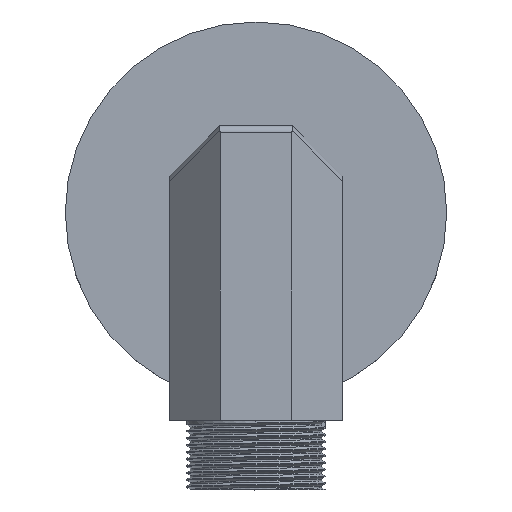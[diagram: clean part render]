
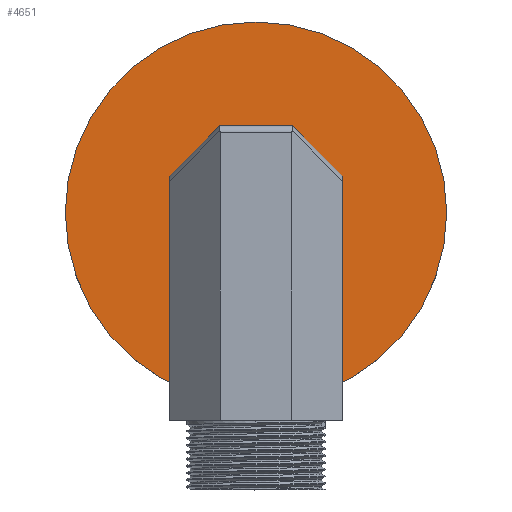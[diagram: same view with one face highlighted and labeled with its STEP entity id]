
A CAD part, top view. The second image highlights one B-rep face of the part: STEP entity #4651.
In plain terms, the highlighted planar face has unit normal (0, 0, 1).
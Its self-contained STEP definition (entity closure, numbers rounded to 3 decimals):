
#9 = ORIENTED_EDGE ( 'NONE', *, *, #83, .F. ) ;
#83 = EDGE_CURVE ( 'NONE', #5186, #2671, #3618, .T. ) ;
#159 = VECTOR ( 'NONE', #1079, 1000. ) ;
#192 = EDGE_LOOP ( 'NONE', ( #1863, #4245 ) ) ;
#233 = CARTESIAN_POINT ( 'NONE',  ( -12.5, 0., 5. ) ) ;
#314 = DIRECTION ( 'NONE',  ( 0., 0., -1. ) ) ;
#330 = CARTESIAN_POINT ( 'NONE',  ( -12.5, -5.178, 5. ) ) ;
#341 = CIRCLE ( 'NONE', #2184, 27.5 ) ;
#425 = ORIENTED_EDGE ( 'NONE', *, *, #5356, .F. ) ;
#440 = LINE ( 'NONE', #3947, #4028 ) ;
#592 = EDGE_CURVE ( 'NONE', #3238, #3272, #2900, .T. ) ;
#800 = VECTOR ( 'NONE', #4586, 1000. ) ;
#821 = EDGE_CURVE ( 'NONE', #4677, #2461, #1386, .T. ) ;
#922 = CARTESIAN_POINT ( 'NONE',  ( 0., 12.5, 5. ) ) ;
#926 = CARTESIAN_POINT ( 'NONE',  ( 0., 0., 5. ) ) ;
#935 = VERTEX_POINT ( 'NONE', #3869 ) ;
#1028 = ORIENTED_EDGE ( 'NONE', *, *, #3748, .F. ) ;
#1079 = DIRECTION ( 'NONE',  ( 1., 0., 0. ) ) ;
#1116 = CARTESIAN_POINT ( 'NONE',  ( 12.5, -5.178, 5. ) ) ;
#1249 = VERTEX_POINT ( 'NONE', #4711 ) ;
#1271 = VECTOR ( 'NONE', #1568, 1000. ) ;
#1356 = DIRECTION ( 'NONE',  ( -1., 0., 0. ) ) ;
#1386 = LINE ( 'NONE', #3895, #3365 ) ;
#1548 = CARTESIAN_POINT ( 'NONE',  ( 0., 0., 5. ) ) ;
#1568 = DIRECTION ( 'NONE',  ( -0.707, -0.707, 0. ) ) ;
#1627 = CARTESIAN_POINT ( 'NONE',  ( -12.5, 5.178, 5. ) ) ;
#1648 = PLANE ( 'NONE',  #3005 ) ;
#1651 = ORIENTED_EDGE ( 'NONE', *, *, #5187, .F. ) ;
#1660 = DIRECTION ( 'NONE',  ( -0.707, 0.707, 0. ) ) ;
#1728 = CARTESIAN_POINT ( 'NONE',  ( 12.5, 5.178, 5. ) ) ;
#1863 = ORIENTED_EDGE ( 'NONE', *, *, #592, .T. ) ;
#1963 = CARTESIAN_POINT ( 'NONE',  ( 8.839, -8.839, 5. ) ) ;
#1995 = DIRECTION ( 'NONE',  ( 1., 0., 0. ) ) ;
#2138 = CARTESIAN_POINT ( 'NONE',  ( -27.5, 0., 5. ) ) ;
#2184 = AXIS2_PLACEMENT_3D ( 'NONE', #5143, #5546, #2596 ) ;
#2366 = CARTESIAN_POINT ( 'NONE',  ( -8.839, -8.839, 5. ) ) ;
#2461 = VERTEX_POINT ( 'NONE', #1728 ) ;
#2596 = DIRECTION ( 'NONE',  ( 1., 0., 0. ) ) ;
#2617 = EDGE_CURVE ( 'NONE', #4658, #3909, #2789, .T. ) ;
#2671 = VERTEX_POINT ( 'NONE', #3278 ) ;
#2709 = EDGE_CURVE ( 'NONE', #2671, #4677, #3649, .T. ) ;
#2789 = LINE ( 'NONE', #233, #800 ) ;
#2793 = DIRECTION ( 'NONE',  ( 0.707, -0.707, 0. ) ) ;
#2832 = ORIENTED_EDGE ( 'NONE', *, *, #2617, .F. ) ;
#2894 = LINE ( 'NONE', #3738, #1271 ) ;
#2900 = CIRCLE ( 'NONE', #3281, 27.5 ) ;
#3005 = AXIS2_PLACEMENT_3D ( 'NONE', #1548, #314, #4697 ) ;
#3225 = EDGE_CURVE ( 'NONE', #2461, #935, #440, .T. ) ;
#3238 = VERTEX_POINT ( 'NONE', #2138 ) ;
#3272 = VERTEX_POINT ( 'NONE', #5164 ) ;
#3278 = CARTESIAN_POINT ( 'NONE',  ( 5.178, -12.5, 5. ) ) ;
#3281 = AXIS2_PLACEMENT_3D ( 'NONE', #926, #3593, #1995 ) ;
#3365 = VECTOR ( 'NONE', #5199, 1000. ) ;
#3593 = DIRECTION ( 'NONE',  ( 0., 0., 1. ) ) ;
#3618 = LINE ( 'NONE', #5419, #159 ) ;
#3649 = LINE ( 'NONE', #1963, #5212 ) ;
#3738 = CARTESIAN_POINT ( 'NONE',  ( -8.839, 8.839, 5. ) ) ;
#3739 = DIRECTION ( 'NONE',  ( 0.707, 0.707, 0. ) ) ;
#3748 = EDGE_CURVE ( 'NONE', #1249, #4658, #2894, .T. ) ;
#3859 = ORIENTED_EDGE ( 'NONE', *, *, #2709, .F. ) ;
#3869 = CARTESIAN_POINT ( 'NONE',  ( 5.178, 12.5, 5. ) ) ;
#3893 = EDGE_CURVE ( 'NONE', #3272, #3238, #341, .T. ) ;
#3895 = CARTESIAN_POINT ( 'NONE',  ( 12.5, 0., 5. ) ) ;
#3909 = VERTEX_POINT ( 'NONE', #330 ) ;
#3947 = CARTESIAN_POINT ( 'NONE',  ( 8.839, 8.839, 5. ) ) ;
#4007 = ORIENTED_EDGE ( 'NONE', *, *, #3225, .F. ) ;
#4028 = VECTOR ( 'NONE', #1660, 1000. ) ;
#4116 = LINE ( 'NONE', #2366, #5223 ) ;
#4155 = FACE_OUTER_BOUND ( 'NONE', #192, .T. ) ;
#4245 = ORIENTED_EDGE ( 'NONE', *, *, #3893, .T. ) ;
#4586 = DIRECTION ( 'NONE',  ( 0., -1., 0. ) ) ;
#4602 = VECTOR ( 'NONE', #1356, 1000. ) ;
#4645 = FACE_BOUND ( 'NONE', #5673, .T. ) ;
#4651 = ADVANCED_FACE ( 'NONE', ( #4645, #4155 ), #1648, .F. ) ;
#4658 = VERTEX_POINT ( 'NONE', #1627 ) ;
#4677 = VERTEX_POINT ( 'NONE', #1116 ) ;
#4697 = DIRECTION ( 'NONE',  ( -1., 0., 0. ) ) ;
#4711 = CARTESIAN_POINT ( 'NONE',  ( -5.178, 12.5, 5. ) ) ;
#5143 = CARTESIAN_POINT ( 'NONE',  ( 0., 0., 5. ) ) ;
#5164 = CARTESIAN_POINT ( 'NONE',  ( 27.5, 0., 5. ) ) ;
#5186 = VERTEX_POINT ( 'NONE', #5629 ) ;
#5187 = EDGE_CURVE ( 'NONE', #935, #1249, #5327, .T. ) ;
#5199 = DIRECTION ( 'NONE',  ( 0., 1., 0. ) ) ;
#5212 = VECTOR ( 'NONE', #3739, 1000. ) ;
#5223 = VECTOR ( 'NONE', #2793, 1000. ) ;
#5327 = LINE ( 'NONE', #922, #4602 ) ;
#5356 = EDGE_CURVE ( 'NONE', #3909, #5186, #4116, .T. ) ;
#5419 = CARTESIAN_POINT ( 'NONE',  ( 0., -12.5, 5. ) ) ;
#5546 = DIRECTION ( 'NONE',  ( 0., 0., 1. ) ) ;
#5629 = CARTESIAN_POINT ( 'NONE',  ( -5.178, -12.5, 5. ) ) ;
#5638 = ORIENTED_EDGE ( 'NONE', *, *, #821, .F. ) ;
#5673 = EDGE_LOOP ( 'NONE', ( #3859, #9, #425, #2832, #1028, #1651, #4007, #5638 ) ) ;
